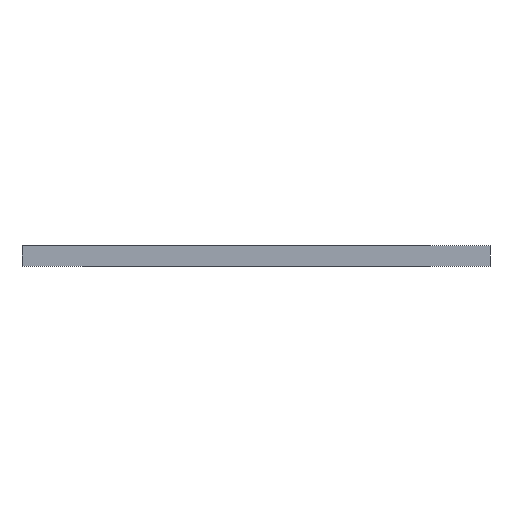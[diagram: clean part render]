
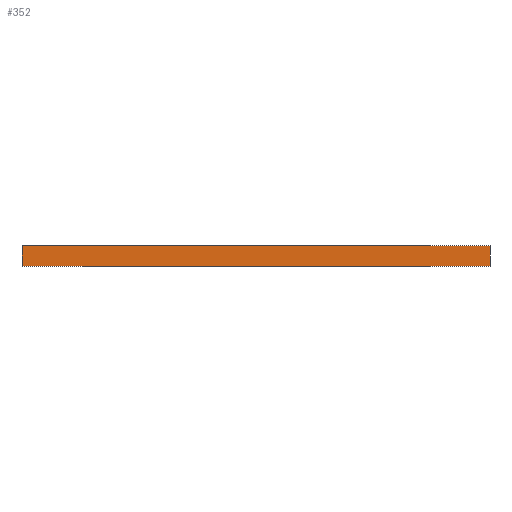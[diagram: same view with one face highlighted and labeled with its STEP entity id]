
A CAD part, front view. The second image highlights one B-rep face of the part: STEP entity #352.
In plain terms, the highlighted planar face has unit normal (0, -1, 0).
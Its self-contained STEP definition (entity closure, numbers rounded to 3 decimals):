
#78 = CARTESIAN_POINT ( 'NONE',  ( -15., -22.5, 0.65 ) ) ;
#312 = CARTESIAN_POINT ( 'NONE',  ( 15., -22.5, 0.65 ) ) ;
#352 = ADVANCED_FACE ( 'NONE', ( #2651 ), #2289, .F. ) ;
#555 = ORIENTED_EDGE ( 'NONE', *, *, #3059, .T. ) ;
#772 = EDGE_CURVE ( 'NONE', #1519, #3432, #794, .T. ) ;
#794 = LINE ( 'NONE', #78, #1168 ) ;
#869 = EDGE_CURVE ( 'NONE', #3215, #2662, #916, .T. ) ;
#916 = LINE ( 'NONE', #3363, #1537 ) ;
#972 = CARTESIAN_POINT ( 'NONE',  ( 15., -22.5, 0.65 ) ) ;
#1112 = EDGE_CURVE ( 'NONE', #1519, #3215, #1326, .T. ) ;
#1168 = VECTOR ( 'NONE', #1956, 1000. ) ;
#1210 = DIRECTION ( 'NONE',  ( 0., 0., -1. ) ) ;
#1326 = LINE ( 'NONE', #2691, #2074 ) ;
#1376 = CARTESIAN_POINT ( 'NONE',  ( 15., -22.5, -0.65 ) ) ;
#1387 = ORIENTED_EDGE ( 'NONE', *, *, #869, .F. ) ;
#1458 = LINE ( 'NONE', #1613, #2866 ) ;
#1519 = VERTEX_POINT ( 'NONE', #2774 ) ;
#1537 = VECTOR ( 'NONE', #1210, 1000. ) ;
#1613 = CARTESIAN_POINT ( 'NONE',  ( 15., -22.5, -0.65 ) ) ;
#1707 = CARTESIAN_POINT ( 'NONE',  ( -15., -22.5, -0.65 ) ) ;
#1956 = DIRECTION ( 'NONE',  ( 0., 0., -1. ) ) ;
#2074 = VECTOR ( 'NONE', #2977, 1000. ) ;
#2144 = DIRECTION ( 'NONE',  ( 1., 0., 0. ) ) ;
#2165 = ORIENTED_EDGE ( 'NONE', *, *, #1112, .F. ) ;
#2289 = PLANE ( 'NONE',  #2792 ) ;
#2330 = EDGE_LOOP ( 'NONE', ( #555, #1387, #2165, #2961 ) ) ;
#2651 = FACE_OUTER_BOUND ( 'NONE', #2330, .T. ) ;
#2662 = VERTEX_POINT ( 'NONE', #1376 ) ;
#2691 = CARTESIAN_POINT ( 'NONE',  ( 15., -22.5, 0.65 ) ) ;
#2774 = CARTESIAN_POINT ( 'NONE',  ( -15., -22.5, 0.65 ) ) ;
#2792 = AXIS2_PLACEMENT_3D ( 'NONE', #972, #2827, #2793 ) ;
#2793 = DIRECTION ( 'NONE',  ( -1., 0., 0. ) ) ;
#2827 = DIRECTION ( 'NONE',  ( 0., 1., 0. ) ) ;
#2866 = VECTOR ( 'NONE', #2144, 1000. ) ;
#2961 = ORIENTED_EDGE ( 'NONE', *, *, #772, .T. ) ;
#2977 = DIRECTION ( 'NONE',  ( 1., 0., 0. ) ) ;
#3059 = EDGE_CURVE ( 'NONE', #3432, #2662, #1458, .T. ) ;
#3215 = VERTEX_POINT ( 'NONE', #312 ) ;
#3363 = CARTESIAN_POINT ( 'NONE',  ( 15., -22.5, 0.65 ) ) ;
#3432 = VERTEX_POINT ( 'NONE', #1707 ) ;
